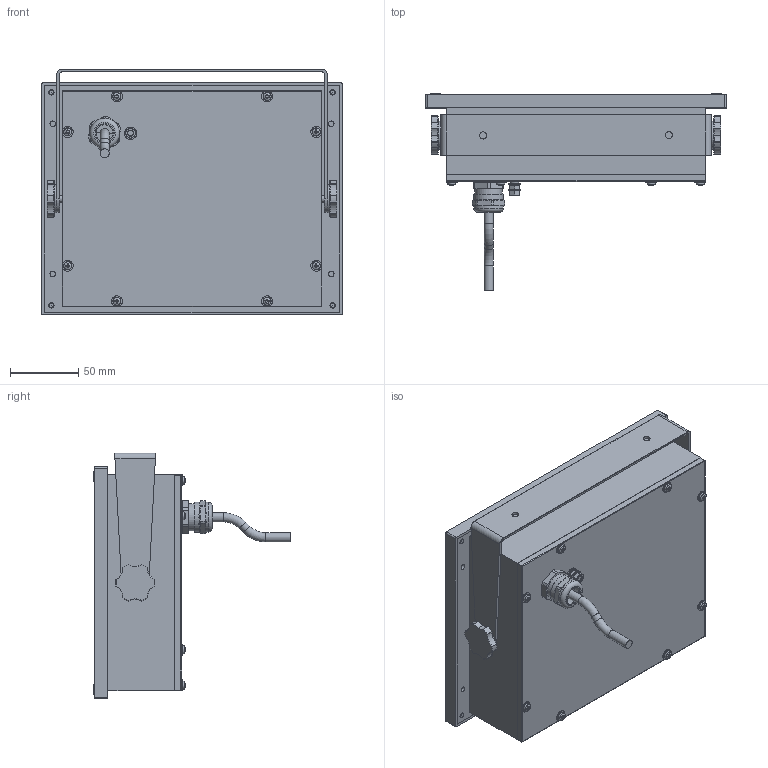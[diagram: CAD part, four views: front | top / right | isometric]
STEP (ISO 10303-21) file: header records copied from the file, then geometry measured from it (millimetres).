
FILE_DESCRIPTION (( 'STEP AP214' ), '1' );
FILE_NAME ('DGR360.STEP', '2020-04-01T11:12:50', ( '' ), ( '' ), 'SwSTEP 2.0', 'SolidWorks 2020', '' );
FILE_SCHEMA (( 'AUTOMOTIVE_DESIGN' ));
Length unit declared in the file: millimetre
Products named in the file (23): Lock Nut PG11; DGR360_bracket_show all; DGR360_back plate; DGR360_cable; DGR360_cabinet_show all; ZOA-01120; Screw M4x6 DIN912 A4; DGR360; ZZA-01129-00 Skipper Label; DGR360_o-ring; ZOA-01179; Pakning- PG11; ZOA-01124; DGR360_overlay_show all; Ground Stud M4x20; ZOA-01146; Nippel PG11; DGR360_frame_show all; Nut M4 DIN934 A4; O-ring 3x1,5; Screw_show all; Mutter-PG11; Hylse- PG11
Assembly tree (45 placements, depth 3):
  DGR360
    DGR360_cabinet_show all
    DGR360_overlay_show all
    DGR360_frame_show all
    Screw M4x6 DIN912 A4  x4
    DGR360_bracket_show all
    Screw_show all  x2
    DGR360_back plate
    DGR360_o-ring
    ZOA-01179  x8
    ZOA-01120  x8
    Nippel PG11
      Hylse- PG11
      Mutter-PG11
      Pakning- PG11
    Lock Nut PG11
    Ground Stud M4x20
    O-ring 3x1,5
    ZOA-01124  x3
    ZOA-01146  x2
    Nut M4 DIN934 A4  x3
    ZZA-01129-00 Skipper Label
    DGR360_cable
Bounding box: 220 x 144.21 x 180 mm (x, y, z)
Volume: 557646.7 mm3; surface area: 320838 mm2
Topology: 46 solids, 46 shells, 2038 faces, 5009 edges, 3226 vertices
Faces by surface type: plane 1153, cylinder 372, bspline 278, torus 98, cone 93, sphere 44
Full cylindrical faces by diameter (mm): 2.5 x24, 3 x8, 3.1 x1, 3.2 x16, 3.5 x4, 4 x12, 4.3 x3, 4.4 x1, 4.5 x1, 4.6 x1, 5 x6, 5.2 x2, 5.5 x2, 6 x1, 6.7 x3, 7 x4, 8 x12, 9 x3, 9.8 x2, 12.3 x1, 13.4 x1, 13.5 x1, 14.7 x1, 16.8 x1, 17.5 x1, 17.6 x1, 19 x1, 19.2 x1, 20 x3, 20.5 x2
Entity records: 59494 total; most frequent: CARTESIAN_POINT 18309, ORIENTED_EDGE 8132, DIRECTION 7085, EDGE_CURVE 4066, VERTEX_POINT 2729, LINE 2681, VECTOR 2681, AXIS2_PLACEMENT_3D 2202
